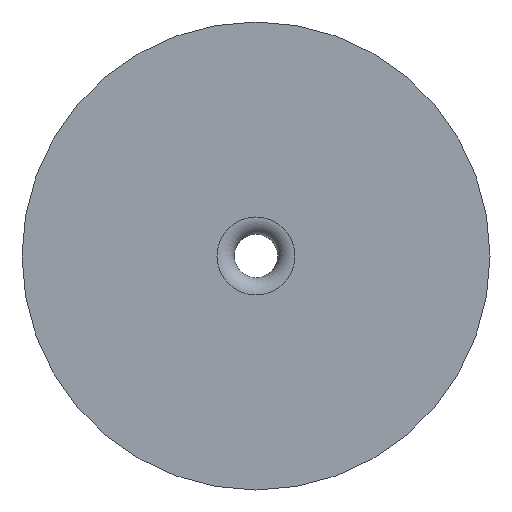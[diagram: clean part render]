
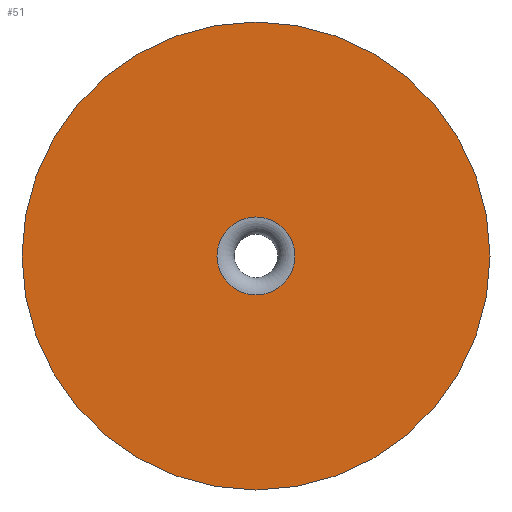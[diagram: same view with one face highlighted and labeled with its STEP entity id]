
A CAD part, left-side view. The second image highlights one B-rep face of the part: STEP entity #51.
In plain terms, the highlighted planar face has unit normal (-1, 0, 0).
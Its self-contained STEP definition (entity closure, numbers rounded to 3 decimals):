
#46=PLANE('',#180);
#51=ADVANCED_FACE('',(#68,#69),#46,.F.);
#68=FACE_BOUND('',#92,.T.);
#69=FACE_BOUND('',#93,.T.);
#92=EDGE_LOOP('',(#116));
#93=EDGE_LOOP('',(#117));
#116=ORIENTED_EDGE('',*,*,#152,.T.);
#117=ORIENTED_EDGE('',*,*,#153,.T.);
#140=VERTEX_POINT('',#256);
#141=VERTEX_POINT('',#258);
#152=EDGE_CURVE('',#140,#140,#164,.T.);
#153=EDGE_CURVE('',#141,#141,#165,.T.);
#164=CIRCLE('',#178,13.5);
#165=CIRCLE('',#179,2.25);
#178=AXIS2_PLACEMENT_3D('',#255,#207,#208);
#179=AXIS2_PLACEMENT_3D('',#257,#209,#210);
#180=AXIS2_PLACEMENT_3D('',#259,#211,#212);
#207=DIRECTION('',(-1.,0.,0.));
#208=DIRECTION('',(0.,0.,1.));
#209=DIRECTION('',(1.,0.,0.));
#210=DIRECTION('',(0.,0.,-1.));
#211=DIRECTION('',(1.,0.,0.));
#212=DIRECTION('',(0.,0.,-1.));
#255=CARTESIAN_POINT('',(0.,0.,0.));
#256=CARTESIAN_POINT('',(0.,0.,13.5));
#257=CARTESIAN_POINT('',(0.,0.,0.));
#258=CARTESIAN_POINT('',(0.,0.,-2.25));
#259=CARTESIAN_POINT('',(0.,0.,13.5));
